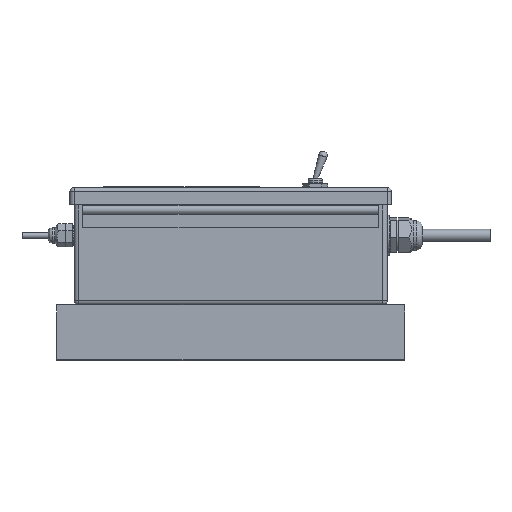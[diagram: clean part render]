
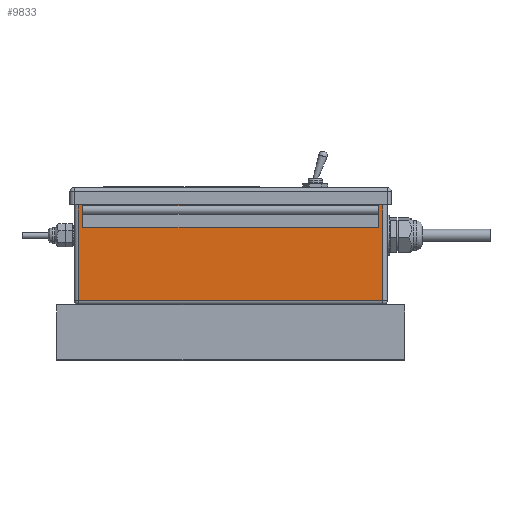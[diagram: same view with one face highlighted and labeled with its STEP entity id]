
A CAD part, left-side view. The second image highlights one B-rep face of the part: STEP entity #9833.
In plain terms, the highlighted planar face has unit normal (-1, 0, 0).
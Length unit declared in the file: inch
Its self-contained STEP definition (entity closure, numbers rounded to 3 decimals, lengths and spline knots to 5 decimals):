
#9341=CARTESIAN_POINT('',(0.125,9.,-0.5));
#9342=VERTEX_POINT('',#9341);
#9343=CARTESIAN_POINT('',(0.125,0.25,-0.5));
#9344=VERTEX_POINT('',#9343);
#9345=CARTESIAN_POINT('',(0.125,9.,-0.5));
#9346=DIRECTION('',(0.0,-1.0,0.0));
#9347=VECTOR('',#9346,8.75);
#9348=LINE('',#9345,#9347);
#9349=EDGE_CURVE('',#9342,#9344,#9348,.T.);
#9499=CARTESIAN_POINT('',(0.125,9.,-3.25));
#9500=VERTEX_POINT('',#9499);
#9516=CARTESIAN_POINT('',(0.125,0.25,-3.25));
#9517=VERTEX_POINT('',#9516);
#9525=CARTESIAN_POINT('',(0.125,0.25,-3.25));
#9526=DIRECTION('',(0.0,1.0,0.0));
#9527=VECTOR('',#9526,8.75);
#9528=LINE('',#9525,#9527);
#9529=EDGE_CURVE('',#9517,#9500,#9528,.T.);
#9679=CARTESIAN_POINT('',(0.125,0.25,-0.5));
#9680=DIRECTION('',(0.0,0.0,-1.0));
#9681=VECTOR('',#9680,2.75);
#9682=LINE('',#9679,#9681);
#9683=EDGE_CURVE('',#9344,#9517,#9682,.T.);
#9783=CARTESIAN_POINT('',(0.125,9.125,-0.5));
#9784=DIRECTION('',(-1.0,0.0,0.0));
#9785=DIRECTION('',(0.0,0.0,1.0));
#9786=AXIS2_PLACEMENT_3D('',#9783,#9784,#9785);
#9787=PLANE('',#9786);
#9788=ORIENTED_EDGE('',*,*,#9529,.F.);
#9789=ORIENTED_EDGE('',*,*,#9683,.F.);
#9790=ORIENTED_EDGE('',*,*,#9349,.F.);
#9791=CARTESIAN_POINT('',(0.125,9.,-3.25));
#9792=DIRECTION('',(0.0,0.0,1.0));
#9793=VECTOR('',#9792,2.75);
#9794=LINE('',#9791,#9793);
#9795=EDGE_CURVE('',#9500,#9342,#9794,.T.);
#9796=ORIENTED_EDGE('',*,*,#9795,.F.);
#9797=EDGE_LOOP('',(#9788,#9789,#9790,#9796));
#9798=FACE_OUTER_BOUND('',#9797,.T.);
#9799=CARTESIAN_POINT('',(0.125,8.875,-1.14));
#9800=VERTEX_POINT('',#9799);
#9801=CARTESIAN_POINT('',(0.125,8.875,-0.64));
#9802=VERTEX_POINT('',#9801);
#9803=CARTESIAN_POINT('',(0.125,8.875,-1.14));
#9804=DIRECTION('',(0.0,0.0,1.0));
#9805=VECTOR('',#9804,0.5);
#9806=LINE('',#9803,#9805);
#9807=EDGE_CURVE('',#9800,#9802,#9806,.T.);
#9808=ORIENTED_EDGE('',*,*,#9807,.T.);
#9809=CARTESIAN_POINT('',(0.125,0.375,-0.64));
#9810=VERTEX_POINT('',#9809);
#9811=CARTESIAN_POINT('',(0.125,8.875,-0.64));
#9812=DIRECTION('',(0.0,-1.0,0.0));
#9813=VECTOR('',#9812,8.5);
#9814=LINE('',#9811,#9813);
#9815=EDGE_CURVE('',#9802,#9810,#9814,.T.);
#9816=ORIENTED_EDGE('',*,*,#9815,.T.);
#9817=CARTESIAN_POINT('',(0.125,0.375,-1.14));
#9818=VERTEX_POINT('',#9817);
#9819=CARTESIAN_POINT('',(0.125,0.375,-0.64));
#9820=DIRECTION('',(0.0,0.0,-1.0));
#9821=VECTOR('',#9820,0.5);
#9822=LINE('',#9819,#9821);
#9823=EDGE_CURVE('',#9810,#9818,#9822,.T.);
#9824=ORIENTED_EDGE('',*,*,#9823,.T.);
#9825=CARTESIAN_POINT('',(0.125,0.375,-1.14));
#9826=DIRECTION('',(0.0,1.0,0.0));
#9827=VECTOR('',#9826,8.5);
#9828=LINE('',#9825,#9827);
#9829=EDGE_CURVE('',#9818,#9800,#9828,.T.);
#9830=ORIENTED_EDGE('',*,*,#9829,.T.);
#9831=EDGE_LOOP('',(#9808,#9816,#9824,#9830));
#9832=FACE_BOUND('',#9831,.T.);
#9833=ADVANCED_FACE('',(#9798,#9832),#9787,.T.);
